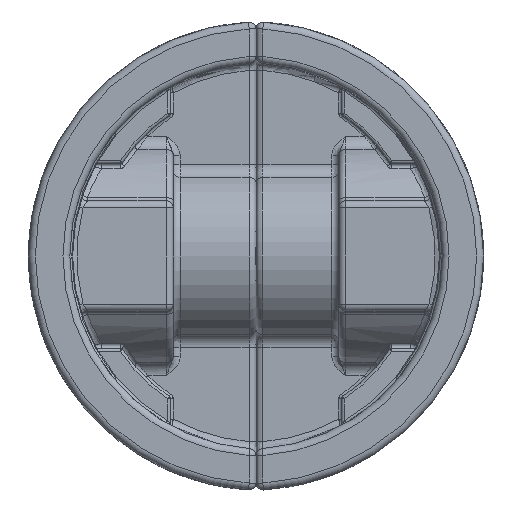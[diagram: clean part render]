
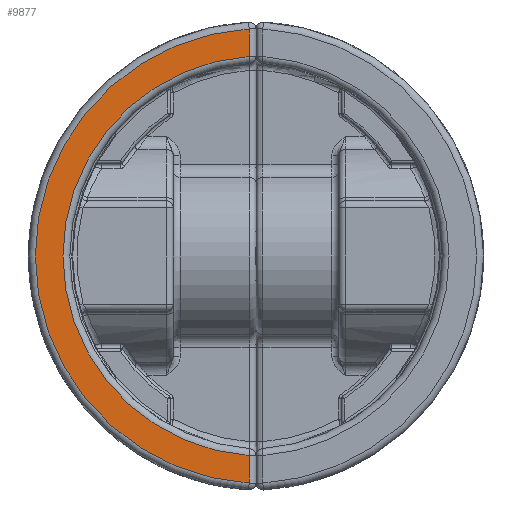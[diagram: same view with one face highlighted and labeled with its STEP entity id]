
A CAD part, left-side view. The second image highlights one B-rep face of the part: STEP entity #9877.
In plain terms, the highlighted planar face has unit normal (-1, 0, 0).
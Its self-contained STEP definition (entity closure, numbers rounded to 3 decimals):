
#80=PLANE('',#10659);
#1018=LINE('',#15794,#1474);
#1019=LINE('',#15798,#1475);
#1474=VECTOR('',#12165,2.004);
#1475=VECTOR('',#12168,2.004);
#1960=FACE_OUTER_BOUND('',#2675,.T.);
#2675=EDGE_LOOP('',(#6828,#6829,#6830,#6831));
#3444=CIRCLE('',#10660,16.5);
#3445=CIRCLE('',#10661,14.5);
#4337=VERTEX_POINT('',#15792);
#4338=VERTEX_POINT('',#15793);
#4339=VERTEX_POINT('',#15795);
#4340=VERTEX_POINT('',#15797);
#5245=EDGE_CURVE('',#4337,#4338,#1018,.T.);
#5246=EDGE_CURVE('',#4338,#4339,#3444,.T.);
#5247=EDGE_CURVE('',#4339,#4340,#1019,.T.);
#5248=EDGE_CURVE('',#4340,#4337,#3445,.T.);
#6828=ORIENTED_EDGE('',*,*,#5245,.T.);
#6829=ORIENTED_EDGE('',*,*,#5246,.T.);
#6830=ORIENTED_EDGE('',*,*,#5247,.T.);
#6831=ORIENTED_EDGE('',*,*,#5248,.T.);
#9877=ADVANCED_FACE('',(#1960),#80,.T.);
#10659=AXIS2_PLACEMENT_3D('',#15791,#12163,#12164);
#10660=AXIS2_PLACEMENT_3D('',#15796,#12166,#12167);
#10661=AXIS2_PLACEMENT_3D('',#15799,#12169,#12170);
#12163=DIRECTION('center_axis',(-1.,0.,0.));
#12164=DIRECTION('ref_axis',(0.,0.,1.));
#12165=DIRECTION('',(0.,0.,1.));
#12166=DIRECTION('center_axis',(-1.,0.,0.));
#12167=DIRECTION('ref_axis',(0.,-1.,0.));
#12168=DIRECTION('',(0.,0.,1.));
#12169=DIRECTION('center_axis',(1.,0.,0.));
#12170=DIRECTION('ref_axis',(0.,-1.,0.));
#15791=CARTESIAN_POINT('Origin',(-54.413,-0.206,-75.));
#15792=CARTESIAN_POINT('',(-54.413,0.794,-60.535));
#15793=CARTESIAN_POINT('',(-54.413,0.794,-58.53));
#15794=CARTESIAN_POINT('',(-54.413,0.794,-58.007));
#15795=CARTESIAN_POINT('',(-54.413,0.794,-91.47));
#15796=CARTESIAN_POINT('Origin',(-54.413,-0.206,-75.));
#15797=CARTESIAN_POINT('',(-54.413,0.794,-89.465));
#15798=CARTESIAN_POINT('',(-54.413,0.794,-88.991));
#15799=CARTESIAN_POINT('Origin',(-54.413,-0.206,-75.));
